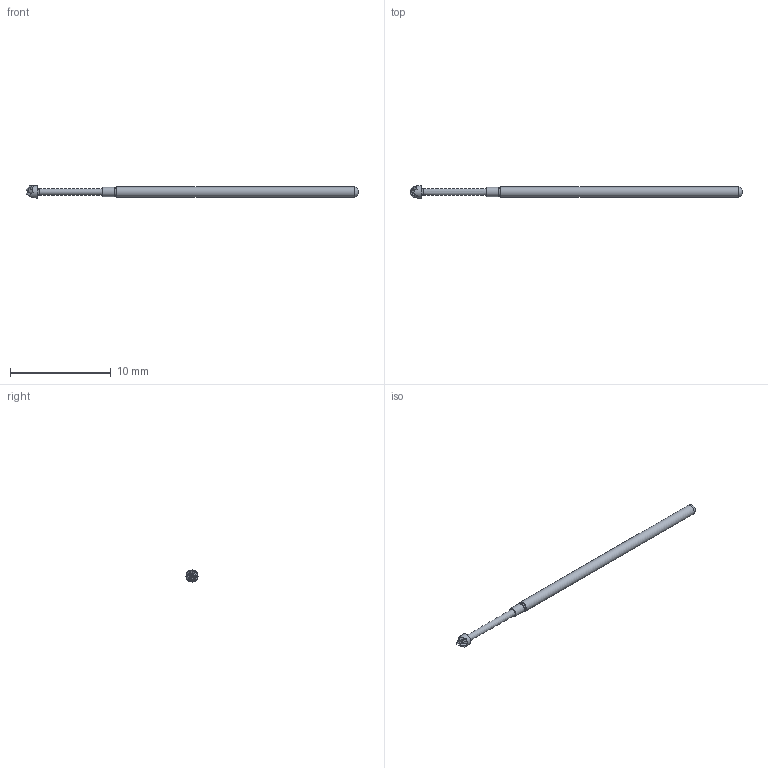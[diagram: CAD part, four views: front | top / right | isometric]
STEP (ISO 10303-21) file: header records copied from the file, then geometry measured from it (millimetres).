
FILE_DESCRIPTION (( 'STEP AP214' ), '1' );
FILE_NAME ('075-PR_2538_.STEP', '2018-01-22T18:11:09', ( '' ), ( '' ), 'SwSTEP 2.0', 'SolidWorks 2017', '' );
FILE_SCHEMA (( 'AUTOMOTIVE_DESIGN' ));
Length unit declared in the file: inch
Products named in the file (1): 075-PR_2538_
Bounding box: 33.02 x 1.19 x 1.19 mm (x, y, z)
Volume: 23.6 mm3; surface area: 100.4 mm2
Topology: 1 solids, 1 shells, 45 faces, 116 edges, 74 vertices
Faces by surface type: bspline 30, plane 5, cone 4, cylinder 3, torus 3
Full cylindrical faces by diameter (mm): 0.914 x1, 1.021 x1, 1.194 x1
Entity records: 6443 total; most frequent: CARTESIAN_POINT 5043, ORIENTED_EDGE 208, EDGE_CURVE 104, B_SPLINE_CURVE_WITH_KNOTS 93, VERTEX_POINT 72, EDGE_LOOP 56, DIRECTION 54, FACE_OUTER_BOUND 51
